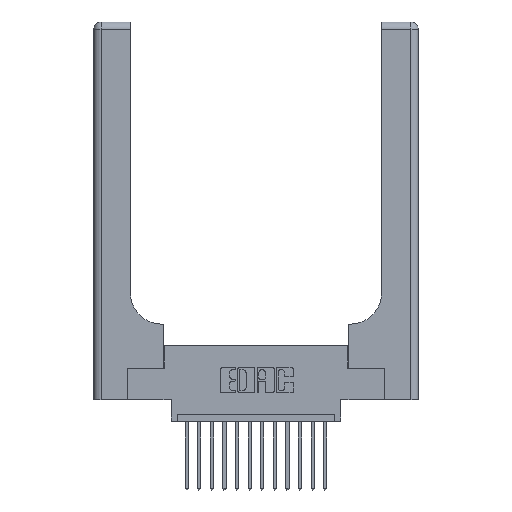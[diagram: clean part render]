
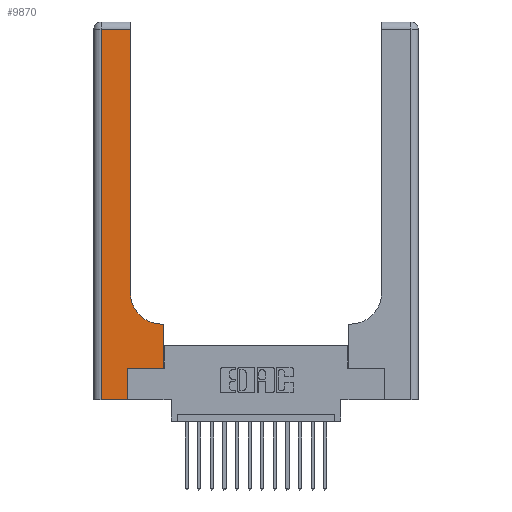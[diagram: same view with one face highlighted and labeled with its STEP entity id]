
A CAD part, top view. The second image highlights one B-rep face of the part: STEP entity #9870.
In plain terms, the highlighted planar face has unit normal (0, 0, 1).
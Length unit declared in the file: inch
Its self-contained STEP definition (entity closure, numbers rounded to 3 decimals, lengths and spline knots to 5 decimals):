
#343 = EDGE_CURVE ( 'NONE', #11662, #2027, #7105, .T. ) ;
#650 = LINE ( 'NONE', #904, #1107 ) ;
#700 = DIRECTION ( 'NONE',  ( 1., 0., 0. ) ) ;
#890 = DIRECTION ( 'NONE',  ( 0., -1., 0. ) ) ;
#904 = CARTESIAN_POINT ( 'NONE',  ( 0.2915, 3., 0.37 ) ) ;
#1011 = DIRECTION ( 'NONE',  ( -1., 0., 0. ) ) ;
#1093 = EDGE_CURVE ( 'NONE', #16031, #1582, #650, .T. ) ;
#1107 = VECTOR ( 'NONE', #10809, 39.37008 ) ;
#1164 = EDGE_LOOP ( 'NONE', ( #1973, #9674, #2765, #3100, #11569, #3513, #16206, #14680, #15626 ) ) ;
#1349 = AXIS2_PLACEMENT_3D ( 'NONE', #12982, #14298, #15845 ) ;
#1582 = VERTEX_POINT ( 'NONE', #10514 ) ;
#1973 = ORIENTED_EDGE ( 'NONE', *, *, #1093, .T. ) ;
#2027 = VERTEX_POINT ( 'NONE', #11224 ) ;
#2340 = CARTESIAN_POINT ( 'NONE',  ( 0.2915, 0.6, 0.37 ) ) ;
#2344 = LINE ( 'NONE', #8675, #8089 ) ;
#2733 = DIRECTION ( 'NONE',  ( 1., 0., 0. ) ) ;
#2740 = CARTESIAN_POINT ( 'NONE',  ( 0.06, 0., 0.37 ) ) ;
#2765 = ORIENTED_EDGE ( 'NONE', *, *, #8564, .T. ) ;
#3100 = ORIENTED_EDGE ( 'NONE', *, *, #343, .T. ) ;
#3331 = VECTOR ( 'NONE', #6017, 39.37008 ) ;
#3513 = ORIENTED_EDGE ( 'NONE', *, *, #13905, .T. ) ;
#3621 = LINE ( 'NONE', #2340, #7630 ) ;
#3694 = CARTESIAN_POINT ( 'NONE',  ( 0.06, 2.94, 0.37 ) ) ;
#3826 = LINE ( 'NONE', #6561, #5177 ) ;
#4284 = DIRECTION ( 'NONE',  ( 0., 1., 0. ) ) ;
#4419 = DIRECTION ( 'NONE',  ( 0., 1., 0. ) ) ;
#5177 = VECTOR ( 'NONE', #15205, 39.37008 ) ;
#5420 = VECTOR ( 'NONE', #700, 39.37008 ) ;
#5827 = EDGE_CURVE ( 'NONE', #2027, #12495, #2344, .T. ) ;
#6017 = DIRECTION ( 'NONE',  ( 1., 0., 0. ) ) ;
#6561 = CARTESIAN_POINT ( 'NONE',  ( 0., 2.94, 0.37 ) ) ;
#6917 = CARTESIAN_POINT ( 'NONE',  ( 0.5585, 0.25, 0.37 ) ) ;
#6978 = CARTESIAN_POINT ( 'NONE',  ( 0.5415, 0.85, 0.37 ) ) ;
#7051 = EDGE_CURVE ( 'NONE', #1582, #14810, #3826, .T. ) ;
#7105 = LINE ( 'NONE', #18395, #3331 ) ;
#7355 = AXIS2_PLACEMENT_3D ( 'NONE', #6978, #14135, #2733 ) ;
#7630 = VECTOR ( 'NONE', #1011, 39.37008 ) ;
#8089 = VECTOR ( 'NONE', #4419, 39.37008 ) ;
#8564 = EDGE_CURVE ( 'NONE', #14810, #11662, #14229, .T. ) ;
#8675 = CARTESIAN_POINT ( 'NONE',  ( 0.269, 0., 0.37 ) ) ;
#8876 = CIRCLE ( 'NONE', #7355, 0.25 ) ;
#9432 = VECTOR ( 'NONE', #4284, 39.37008 ) ;
#9544 = VECTOR ( 'NONE', #890, 39.37008 ) ;
#9674 = ORIENTED_EDGE ( 'NONE', *, *, #7051, .T. ) ;
#9709 = CARTESIAN_POINT ( 'NONE',  ( 0.5585, 0.6, 0.37 ) ) ;
#9870 = ADVANCED_FACE ( 'NONE', ( #11686 ), #11528, .F. ) ;
#9973 = CARTESIAN_POINT ( 'NONE',  ( 0.5585, 0.25, 0.37 ) ) ;
#10514 = CARTESIAN_POINT ( 'NONE',  ( 0.2915, 2.94, 0.37 ) ) ;
#10809 = DIRECTION ( 'NONE',  ( 0., 1., 0. ) ) ;
#11224 = CARTESIAN_POINT ( 'NONE',  ( 0.269, 0., 0.37 ) ) ;
#11528 = PLANE ( 'NONE',  #1349 ) ;
#11569 = ORIENTED_EDGE ( 'NONE', *, *, #5827, .T. ) ;
#11662 = VERTEX_POINT ( 'NONE', #2740 ) ;
#11686 = FACE_OUTER_BOUND ( 'NONE', #1164, .T. ) ;
#11825 = LINE ( 'NONE', #16168, #5420 ) ;
#12328 = CARTESIAN_POINT ( 'NONE',  ( 0.2915, 0.85, 0.37 ) ) ;
#12495 = VERTEX_POINT ( 'NONE', #16534 ) ;
#12982 = CARTESIAN_POINT ( 'NONE',  ( 0., 3., 0.37 ) ) ;
#13166 = EDGE_CURVE ( 'NONE', #13534, #13590, #15215, .T. ) ;
#13534 = VERTEX_POINT ( 'NONE', #6917 ) ;
#13590 = VERTEX_POINT ( 'NONE', #9709 ) ;
#13905 = EDGE_CURVE ( 'NONE', #12495, #13534, #11825, .T. ) ;
#14013 = EDGE_CURVE ( 'NONE', #13590, #14854, #3621, .T. ) ;
#14135 = DIRECTION ( 'NONE',  ( 0., 0., -1. ) ) ;
#14229 = LINE ( 'NONE', #17883, #9544 ) ;
#14298 = DIRECTION ( 'NONE',  ( 0., 0., -1. ) ) ;
#14680 = ORIENTED_EDGE ( 'NONE', *, *, #14013, .T. ) ;
#14810 = VERTEX_POINT ( 'NONE', #3694 ) ;
#14854 = VERTEX_POINT ( 'NONE', #15189 ) ;
#15189 = CARTESIAN_POINT ( 'NONE',  ( 0.5415, 0.6, 0.37 ) ) ;
#15205 = DIRECTION ( 'NONE',  ( -1., 0., 0. ) ) ;
#15215 = LINE ( 'NONE', #9973, #9432 ) ;
#15626 = ORIENTED_EDGE ( 'NONE', *, *, #16618, .T. ) ;
#15845 = DIRECTION ( 'NONE',  ( -1., 0., 0. ) ) ;
#16031 = VERTEX_POINT ( 'NONE', #12328 ) ;
#16168 = CARTESIAN_POINT ( 'NONE',  ( 0.269, 0.25, 0.37 ) ) ;
#16206 = ORIENTED_EDGE ( 'NONE', *, *, #13166, .T. ) ;
#16534 = CARTESIAN_POINT ( 'NONE',  ( 0.269, 0.25, 0.37 ) ) ;
#16618 = EDGE_CURVE ( 'NONE', #14854, #16031, #8876, .T. ) ;
#17883 = CARTESIAN_POINT ( 'NONE',  ( 0.06, 3., 0.37 ) ) ;
#18395 = CARTESIAN_POINT ( 'NONE',  ( 0., 0., 0.37 ) ) ;
